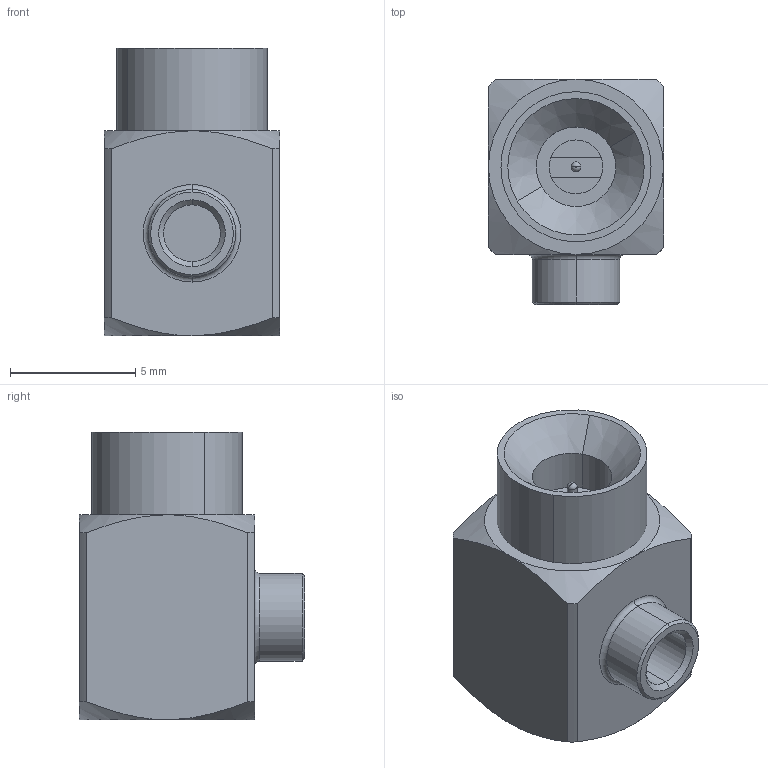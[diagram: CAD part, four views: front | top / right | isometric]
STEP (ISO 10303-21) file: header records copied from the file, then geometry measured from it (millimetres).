
FILE_DESCRIPTION (( 'STEP AP214' ), '1' );
FILE_NAME ('56-160-D3-HA.STEP', '2025-03-17T10:39:51', ( '' ), ( '' ), 'SwSTEP 2.0', 'SolidWorks 2024', '' );
FILE_SCHEMA (( 'AUTOMOTIVE_DESIGN' ));
Length unit declared in the file: millimetre
Products named in the file (1): 56-160-D3-HA
Bounding box: 7 x 9 x 11.5 mm (x, y, z)
Surface area: 520.2 mm2 (no closed solid volume)
Topology: 0 solids, 4 shells, 61 faces, 168 edges, 110 vertices
Faces by surface type: cylinder 20, cone 18, plane 15, torus 4, bspline 4
Entity records: 4329 total; most frequent: CARTESIAN_POINT 2907, ORIENTED_EDGE 290, DIRECTION 277, EDGE_CURVE 168, AXIS2_PLACEMENT_3D 119, VERTEX_POINT 110, EDGE_LOOP 67, ADVANCED_FACE 61
